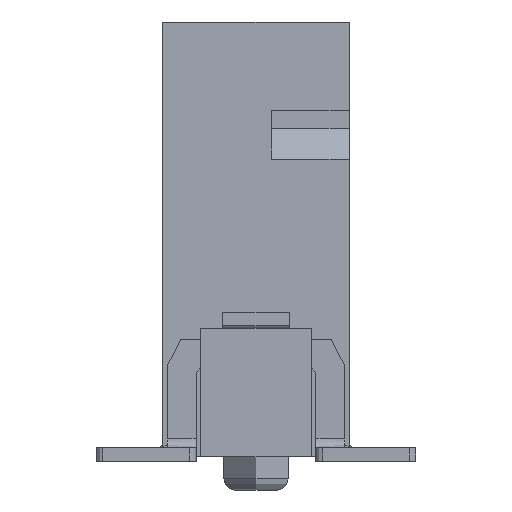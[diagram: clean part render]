
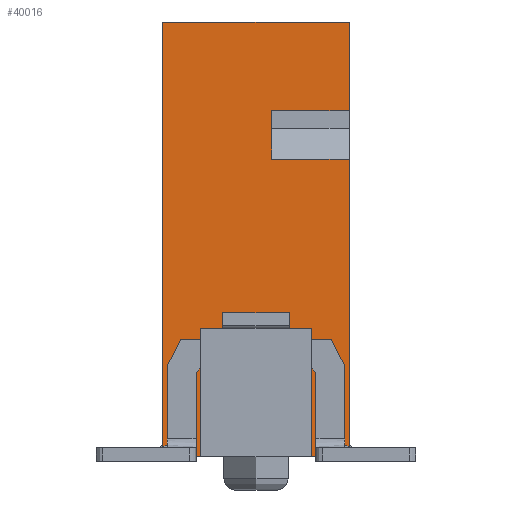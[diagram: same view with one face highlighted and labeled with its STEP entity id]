
A CAD part, left-side view. The second image highlights one B-rep face of the part: STEP entity #40016.
In plain terms, the highlighted planar face has unit normal (-1, 0, 0).
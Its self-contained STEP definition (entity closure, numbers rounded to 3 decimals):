
#3203=CARTESIAN_POINT('',(-9.62,-2.1,9.8));
#3204=VERTEX_POINT('',#3203);
#3221=CARTESIAN_POINT('',(-9.62,2.1,9.8));
#3222=VERTEX_POINT('',#3221);
#3229=CARTESIAN_POINT('',(-9.62,2.1,9.8));
#3230=DIRECTION('',(0.,-1.,0.));
#3231=VECTOR('',#3230,4.2);
#3232=LINE('',#3229,#3231);
#3233=EDGE_CURVE('',#3222,#3204,#3232,.T.);
#4031=CARTESIAN_POINT('',(-9.62,2.1,0.));
#4032=VERTEX_POINT('',#4031);
#4039=CARTESIAN_POINT('',(-9.62,2.1,0.));
#4040=DIRECTION('',(0.,0.,1.));
#4041=VECTOR('',#4040,9.8);
#4042=LINE('',#4039,#4041);
#4043=EDGE_CURVE('',#4032,#3222,#4042,.T.);
#39833=CARTESIAN_POINT('',(-9.62,0.,4.9));
#39834=DIRECTION('',(0.,-1.,0.));
#39835=DIRECTION('',(-1.,0.,0.));
#39836=AXIS2_PLACEMENT_3D('',#39833,#39835,#39834);
#39837=PLANE('',#39836);
#39838=CARTESIAN_POINT('',(-9.62,-0.7,1.));
#39839=VERTEX_POINT('',#39838);
#39840=CARTESIAN_POINT('',(-9.62,-0.75,1.));
#39841=VERTEX_POINT('',#39840);
#39842=CARTESIAN_POINT('',(-9.62,-0.7,1.));
#39843=DIRECTION('',(0.,-1.,0.));
#39844=VECTOR('',#39843,0.05);
#39845=LINE('',#39842,#39844);
#39846=EDGE_CURVE('',#39839,#39841,#39845,.T.);
#39847=ORIENTED_EDGE('',*,*,#39846,.T.);
#39848=CARTESIAN_POINT('',(-9.62,-0.75,1.75));
#39849=VERTEX_POINT('',#39848);
#39850=CARTESIAN_POINT('',(-9.62,-0.75,1.));
#39851=DIRECTION('',(0.,0.,1.));
#39852=VECTOR('',#39851,0.75);
#39853=LINE('',#39850,#39852);
#39854=EDGE_CURVE('',#39841,#39849,#39853,.T.);
#39855=ORIENTED_EDGE('',*,*,#39854,.T.);
#39856=CARTESIAN_POINT('',(-9.62,-0.9,1.9));
#39857=VERTEX_POINT('',#39856);
#39858=CARTESIAN_POINT('',(-9.62,-0.75,1.75));
#39859=DIRECTION('',(0.,-0.707,0.707));
#39860=VECTOR('',#39859,0.212);
#39861=LINE('',#39858,#39860);
#39862=EDGE_CURVE('',#39849,#39857,#39861,.T.);
#39863=ORIENTED_EDGE('',*,*,#39862,.T.);
#39864=CARTESIAN_POINT('',(-9.62,-1.1,1.9));
#39865=VERTEX_POINT('',#39864);
#39866=CARTESIAN_POINT('',(-9.62,-0.9,1.9));
#39867=DIRECTION('',(0.,-1.,0.));
#39868=VECTOR('',#39867,0.2);
#39869=LINE('',#39866,#39868);
#39870=EDGE_CURVE('',#39857,#39865,#39869,.T.);
#39871=ORIENTED_EDGE('',*,*,#39870,.T.);
#39872=CARTESIAN_POINT('',(-9.62,-1.25,1.75));
#39873=VERTEX_POINT('',#39872);
#39874=CARTESIAN_POINT('',(-9.62,-1.1,1.9));
#39875=DIRECTION('',(0.,-0.707,-0.707));
#39876=VECTOR('',#39875,0.212);
#39877=LINE('',#39874,#39876);
#39878=EDGE_CURVE('',#39865,#39873,#39877,.T.);
#39879=ORIENTED_EDGE('',*,*,#39878,.T.);
#39880=CARTESIAN_POINT('',(-9.62,-1.25,0.));
#39881=VERTEX_POINT('',#39880);
#39882=CARTESIAN_POINT('',(-9.62,-1.25,1.75));
#39883=DIRECTION('',(0.,0.,-1.));
#39884=VECTOR('',#39883,1.75);
#39885=LINE('',#39882,#39884);
#39886=EDGE_CURVE('',#39873,#39881,#39885,.T.);
#39887=ORIENTED_EDGE('',*,*,#39886,.T.);
#39888=CARTESIAN_POINT('',(-9.62,-2.1,0.));
#39889=VERTEX_POINT('',#39888);
#39890=CARTESIAN_POINT('',(-9.62,-1.25,0.));
#39891=DIRECTION('',(0.,-1.,0.));
#39892=VECTOR('',#39891,0.85);
#39893=LINE('',#39890,#39892);
#39894=EDGE_CURVE('',#39881,#39889,#39893,.T.);
#39895=ORIENTED_EDGE('',*,*,#39894,.T.);
#39896=CARTESIAN_POINT('',(-9.62,-2.1,6.71));
#39897=VERTEX_POINT('',#39896);
#39898=CARTESIAN_POINT('',(-9.62,-2.1,0.));
#39899=DIRECTION('',(0.,0.,1.));
#39900=VECTOR('',#39899,6.71);
#39901=LINE('',#39898,#39900);
#39902=EDGE_CURVE('',#39889,#39897,#39901,.T.);
#39903=ORIENTED_EDGE('',*,*,#39902,.T.);
#39904=CARTESIAN_POINT('',(-9.62,-0.35,6.71));
#39905=VERTEX_POINT('',#39904);
#39906=CARTESIAN_POINT('',(-9.62,-2.1,6.71));
#39907=DIRECTION('',(0.,1.,0.));
#39908=VECTOR('',#39907,1.75);
#39909=LINE('',#39906,#39908);
#39910=EDGE_CURVE('',#39897,#39905,#39909,.T.);
#39911=ORIENTED_EDGE('',*,*,#39910,.T.);
#39912=CARTESIAN_POINT('',(-9.62,-0.35,7.8));
#39913=VERTEX_POINT('',#39912);
#39914=CARTESIAN_POINT('',(-9.62,-0.35,6.71));
#39915=DIRECTION('',(0.,0.,1.));
#39916=VECTOR('',#39915,1.09);
#39917=LINE('',#39914,#39916);
#39918=EDGE_CURVE('',#39905,#39913,#39917,.T.);
#39919=ORIENTED_EDGE('',*,*,#39918,.T.);
#39920=CARTESIAN_POINT('',(-9.62,-2.1,7.8));
#39921=VERTEX_POINT('',#39920);
#39922=CARTESIAN_POINT('',(-9.62,-0.35,7.8));
#39923=DIRECTION('',(0.,-1.,0.));
#39924=VECTOR('',#39923,1.75);
#39925=LINE('',#39922,#39924);
#39926=EDGE_CURVE('',#39913,#39921,#39925,.T.);
#39927=ORIENTED_EDGE('',*,*,#39926,.T.);
#39928=CARTESIAN_POINT('',(-9.62,-2.1,7.8));
#39929=DIRECTION('',(0.,0.,1.));
#39930=VECTOR('',#39929,2.);
#39931=LINE('',#39928,#39930);
#39932=EDGE_CURVE('',#39921,#3204,#39931,.T.);
#39933=ORIENTED_EDGE('',*,*,#39932,.T.);
#39934=ORIENTED_EDGE('',*,*,#3233,.F.);
#39935=ORIENTED_EDGE('',*,*,#4043,.F.);
#39936=CARTESIAN_POINT('',(-9.62,1.25,0.));
#39937=VERTEX_POINT('',#39936);
#39938=CARTESIAN_POINT('',(-9.62,2.1,0.));
#39939=DIRECTION('',(0.,-1.,0.));
#39940=VECTOR('',#39939,0.85);
#39941=LINE('',#39938,#39940);
#39942=EDGE_CURVE('',#4032,#39937,#39941,.T.);
#39943=ORIENTED_EDGE('',*,*,#39942,.T.);
#39944=CARTESIAN_POINT('',(-9.62,1.25,1.75));
#39945=VERTEX_POINT('',#39944);
#39946=CARTESIAN_POINT('',(-9.62,1.25,0.));
#39947=DIRECTION('',(0.,0.,1.));
#39948=VECTOR('',#39947,1.75);
#39949=LINE('',#39946,#39948);
#39950=EDGE_CURVE('',#39937,#39945,#39949,.T.);
#39951=ORIENTED_EDGE('',*,*,#39950,.T.);
#39952=CARTESIAN_POINT('',(-9.62,1.1,1.9));
#39953=VERTEX_POINT('',#39952);
#39954=CARTESIAN_POINT('',(-9.62,1.25,1.75));
#39955=DIRECTION('',(0.,-0.707,0.707));
#39956=VECTOR('',#39955,0.212);
#39957=LINE('',#39954,#39956);
#39958=EDGE_CURVE('',#39945,#39953,#39957,.T.);
#39959=ORIENTED_EDGE('',*,*,#39958,.T.);
#39960=CARTESIAN_POINT('',(-9.62,0.9,1.9));
#39961=VERTEX_POINT('',#39960);
#39962=CARTESIAN_POINT('',(-9.62,1.1,1.9));
#39963=DIRECTION('',(0.,-1.,0.));
#39964=VECTOR('',#39963,0.2);
#39965=LINE('',#39962,#39964);
#39966=EDGE_CURVE('',#39953,#39961,#39965,.T.);
#39967=ORIENTED_EDGE('',*,*,#39966,.T.);
#39968=CARTESIAN_POINT('',(-9.62,0.75,1.75));
#39969=VERTEX_POINT('',#39968);
#39970=CARTESIAN_POINT('',(-9.62,0.9,1.9));
#39971=DIRECTION('',(0.,-0.707,-0.707));
#39972=VECTOR('',#39971,0.212);
#39973=LINE('',#39970,#39972);
#39974=EDGE_CURVE('',#39961,#39969,#39973,.T.);
#39975=ORIENTED_EDGE('',*,*,#39974,.T.);
#39976=CARTESIAN_POINT('',(-9.62,0.75,1.));
#39977=VERTEX_POINT('',#39976);
#39978=CARTESIAN_POINT('',(-9.62,0.75,1.75));
#39979=DIRECTION('',(0.,0.,-1.));
#39980=VECTOR('',#39979,0.75);
#39981=LINE('',#39978,#39980);
#39982=EDGE_CURVE('',#39969,#39977,#39981,.T.);
#39983=ORIENTED_EDGE('',*,*,#39982,.T.);
#39984=CARTESIAN_POINT('',(-9.62,0.7,1.));
#39985=VERTEX_POINT('',#39984);
#39986=CARTESIAN_POINT('',(-9.62,0.75,1.));
#39987=DIRECTION('',(0.,-1.,0.));
#39988=VECTOR('',#39987,0.05);
#39989=LINE('',#39986,#39988);
#39990=EDGE_CURVE('',#39977,#39985,#39989,.T.);
#39991=ORIENTED_EDGE('',*,*,#39990,.T.);
#39992=CARTESIAN_POINT('',(-9.62,0.7,0.1));
#39993=VERTEX_POINT('',#39992);
#39994=CARTESIAN_POINT('',(-9.62,0.7,1.));
#39995=DIRECTION('',(0.,0.,-1.));
#39996=VECTOR('',#39995,0.9);
#39997=LINE('',#39994,#39996);
#39998=EDGE_CURVE('',#39985,#39993,#39997,.T.);
#39999=ORIENTED_EDGE('',*,*,#39998,.T.);
#40000=CARTESIAN_POINT('',(-9.62,-0.7,0.1));
#40001=VERTEX_POINT('',#40000);
#40002=CARTESIAN_POINT('',(-9.62,0.7,0.1));
#40003=DIRECTION('',(0.,-1.,0.));
#40004=VECTOR('',#40003,1.4);
#40005=LINE('',#40002,#40004);
#40006=EDGE_CURVE('',#39993,#40001,#40005,.T.);
#40007=ORIENTED_EDGE('',*,*,#40006,.T.);
#40008=CARTESIAN_POINT('',(-9.62,-0.7,0.1));
#40009=DIRECTION('',(0.,0.,1.));
#40010=VECTOR('',#40009,0.9);
#40011=LINE('',#40008,#40010);
#40012=EDGE_CURVE('',#40001,#39839,#40011,.T.);
#40013=ORIENTED_EDGE('',*,*,#40012,.T.);
#40014=EDGE_LOOP('',(#39847,#39855,#39863,#39871,#39879,#39887,#39895,#39903,#39911,#39919,#39927,#39933,#39934,#39935,#39943,#39951,#39959,#39967,#39975,#39983,#39991,#39999,#40007,#40013));
#40015=FACE_OUTER_BOUND('',#40014,.T.);
#40016=ADVANCED_FACE('',(#40015),#39837,.T.);
